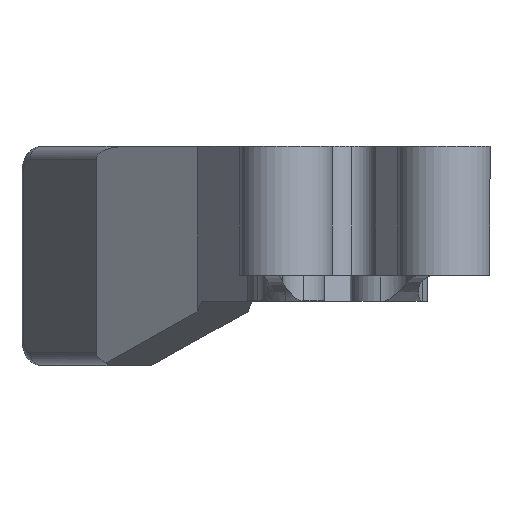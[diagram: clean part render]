
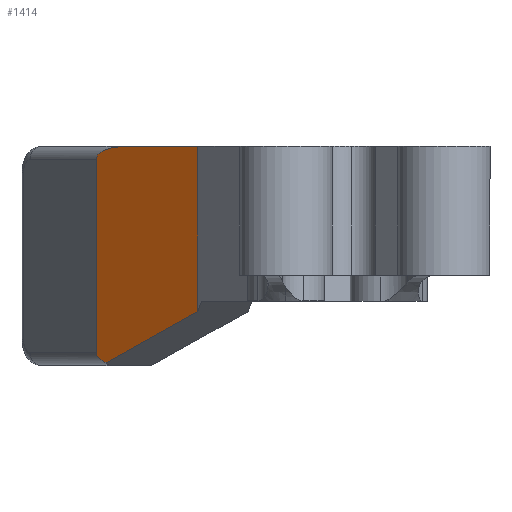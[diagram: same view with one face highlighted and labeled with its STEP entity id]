
A CAD part, left-side view. The second image highlights one B-rep face of the part: STEP entity #1414.
In plain terms, the highlighted planar face has unit normal (-0.788, 0.616, 0).
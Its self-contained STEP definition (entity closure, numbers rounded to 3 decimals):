
#16 = DIRECTION ( 'NONE',  ( -0.616, -0.788, 0. ) ) ;
#45 = CARTESIAN_POINT ( 'NONE',  ( 22.584, 6.845, 18. ) ) ;
#46 = ORIENTED_EDGE ( 'NONE', *, *, #703, .T. ) ;
#55 = LINE ( 'NONE', #45, #1844 ) ;
#58 = CARTESIAN_POINT ( 'NONE',  ( 28.741, 14.725, 17. ) ) ;
#59 = CARTESIAN_POINT ( 'NONE',  ( 28.741, 14.725, 17. ) ) ;
#82 = CARTESIAN_POINT ( 'NONE',  ( 28.741, 14.725, 2. ) ) ;
#161 = CARTESIAN_POINT ( 'NONE',  ( 28.123, 13.935, 1.218 ) ) ;
#178 = ORIENTED_EDGE ( 'NONE', *, *, #2019, .F. ) ;
#215 = EDGE_CURVE ( 'NONE', #1772, #1783, #239, .T. ) ;
#219 = CARTESIAN_POINT ( 'NONE',  ( 28.741, 14.725, -25.601 ) ) ;
#239 = LINE ( 'NONE', #219, #1739 ) ;
#242 = DIRECTION ( 'NONE',  ( -0.788, 0.616, 0. ) ) ;
#408 = PLANE ( 'NONE',  #1520 ) ;
#511 = VERTEX_POINT ( 'NONE', #1194 ) ;
#531 =( BOUNDED_CURVE ( )  B_SPLINE_CURVE ( 3, ( #82, #1799, #769, #1264 ),
 .UNSPECIFIED., .F., .F. ) 
 B_SPLINE_CURVE_WITH_KNOTS ( ( 4, 4 ),
 ( 3.142, 4.04 ),
 .UNSPECIFIED. ) 
 CURVE ( )  GEOMETRIC_REPRESENTATION_ITEM ( )  RATIONAL_B_SPLINE_CURVE ( ( 1., 0.934, 0.934, 1. ) ) 
 REPRESENTATION_ITEM ( '' )  );
#553 = EDGE_CURVE ( 'NONE', #511, #1783, #1609, .T. ) ;
#562 = CARTESIAN_POINT ( 'NONE',  ( 22.584, 6.845, 18. ) ) ;
#573 = LINE ( 'NONE', #562, #1205 ) ;
#686 = VERTEX_POINT ( 'NONE', #722 ) ;
#703 = EDGE_CURVE ( 'NONE', #1772, #1867, #531, .T. ) ;
#722 = CARTESIAN_POINT ( 'NONE',  ( 22.584, 6.845, 5.197 ) ) ;
#742 = FACE_OUTER_BOUND ( 'NONE', #1170, .T. ) ;
#769 = CARTESIAN_POINT ( 'NONE',  ( 28.52, 14.443, 1.411 ) ) ;
#882 = ORIENTED_EDGE ( 'NONE', *, *, #1091, .F. ) ;
#945 = LINE ( 'NONE', #1123, #1633 ) ;
#977 = EDGE_CURVE ( 'NONE', #2020, #686, #55, .T. ) ;
#1039 = ORIENTED_EDGE ( 'NONE', *, *, #553, .T. ) ;
#1075 = CARTESIAN_POINT ( 'NONE',  ( 28.741, 14.725, 17.586 ) ) ;
#1089 = CARTESIAN_POINT ( 'NONE',  ( 22.584, 6.845, -25.601 ) ) ;
#1091 = EDGE_CURVE ( 'NONE', #686, #1867, #945, .T. ) ;
#1123 = CARTESIAN_POINT ( 'NONE',  ( 29.598, 15.823, 0.158 ) ) ;
#1170 = EDGE_LOOP ( 'NONE', ( #178, #1039, #1404, #46, #882, #1350 ) ) ;
#1194 = CARTESIAN_POINT ( 'NONE',  ( 27.103, 12.628, 18. ) ) ;
#1205 = VECTOR ( 'NONE', #16, 1000. ) ;
#1229 = CARTESIAN_POINT ( 'NONE',  ( 22.584, 6.845, 18. ) ) ;
#1264 = CARTESIAN_POINT ( 'NONE',  ( 28.123, 13.935, 1.218 ) ) ;
#1350 = ORIENTED_EDGE ( 'NONE', *, *, #977, .F. ) ;
#1404 = ORIENTED_EDGE ( 'NONE', *, *, #215, .F. ) ;
#1414 = ADVANCED_FACE ( 'NONE', ( #742 ), #408, .T. ) ;
#1520 = AXIS2_PLACEMENT_3D ( 'NONE', #1089, #242, #1607 ) ;
#1588 = CARTESIAN_POINT ( 'NONE',  ( 27.103, 12.628, 18. ) ) ;
#1589 = CARTESIAN_POINT ( 'NONE',  ( 28.741, 14.725, 2. ) ) ;
#1607 = DIRECTION ( 'NONE',  ( -0.616, -0.788, 0. ) ) ;
#1609 =( BOUNDED_CURVE ( )  B_SPLINE_CURVE ( 3, ( #1588, #1918, #1075, #58 ),
 .UNSPECIFIED., .F., .F. ) 
 B_SPLINE_CURVE_WITH_KNOTS ( ( 4, 4 ),
 ( 1.571, 3.142 ),
 .UNSPECIFIED. ) 
 CURVE ( )  GEOMETRIC_REPRESENTATION_ITEM ( )  RATIONAL_B_SPLINE_CURVE ( ( 1., 0.805, 0.805, 1. ) ) 
 REPRESENTATION_ITEM ( '' )  );
#1633 = VECTOR ( 'NONE', #2143, 1000. ) ;
#1739 = VECTOR ( 'NONE', #1922, 1000. ) ;
#1772 = VERTEX_POINT ( 'NONE', #1589 ) ;
#1783 = VERTEX_POINT ( 'NONE', #59 ) ;
#1799 = CARTESIAN_POINT ( 'NONE',  ( 28.741, 14.725, 1.69 ) ) ;
#1844 = VECTOR ( 'NONE', #1938, 1000. ) ;
#1867 = VERTEX_POINT ( 'NONE', #161 ) ;
#1918 = CARTESIAN_POINT ( 'NONE',  ( 28.062, 13.857, 18. ) ) ;
#1922 = DIRECTION ( 'NONE',  ( 0., 0., 1. ) ) ;
#1938 = DIRECTION ( 'NONE',  ( 0., 0., -1. ) ) ;
#2019 = EDGE_CURVE ( 'NONE', #511, #2020, #573, .T. ) ;
#2020 = VERTEX_POINT ( 'NONE', #1229 ) ;
#2143 = DIRECTION ( 'NONE',  ( 0.563, 0.721, -0.404 ) ) ;
